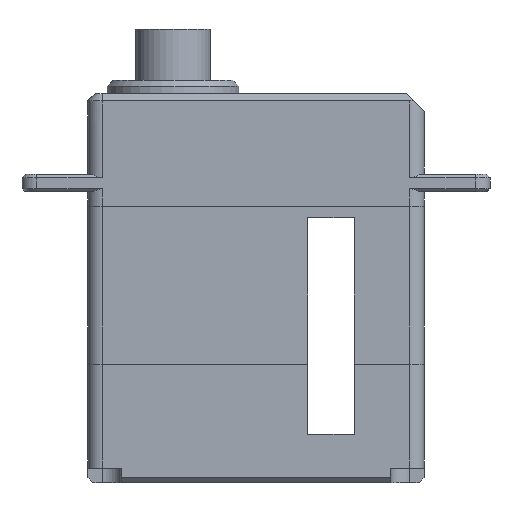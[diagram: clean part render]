
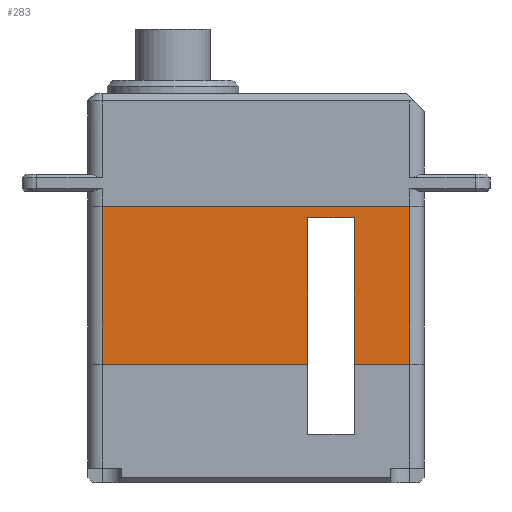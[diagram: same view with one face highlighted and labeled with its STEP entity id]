
A CAD part, front view. The second image highlights one B-rep face of the part: STEP entity #283.
In plain terms, the highlighted planar face has unit normal (0, -1, 0).
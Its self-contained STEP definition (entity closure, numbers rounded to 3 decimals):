
#283=ADVANCED_FACE('',(#799),#566,.T.);
#566=PLANE('',#5424);
#799=FACE_OUTER_BOUND('',#1080,.T.);
#1080=EDGE_LOOP('',(#2492,#2493,#2494,#2495,#2496,#2497,#2498,#2499));
#1420=LINE('',#7618,#1881);
#1427=LINE('',#7651,#1888);
#1434=LINE('',#7680,#1895);
#1439=LINE('',#7690,#1900);
#1448=LINE('',#7739,#1909);
#1449=LINE('',#7751,#1910);
#1455=LINE('',#7763,#1916);
#1458=LINE('',#7771,#1919);
#1881=VECTOR('',#6005,1.);
#1888=VECTOR('',#6034,1.);
#1895=VECTOR('',#6057,1.);
#1900=VECTOR('',#6066,1.);
#1909=VECTOR('',#6107,1.);
#1910=VECTOR('',#6120,1.);
#1916=VECTOR('',#6138,1.);
#1919=VECTOR('',#6149,1.);
#2492=ORIENTED_EDGE('',*,*,#4410,.F.);
#2493=ORIENTED_EDGE('',*,*,#4405,.F.);
#2494=ORIENTED_EDGE('',*,*,#4440,.T.);
#2495=ORIENTED_EDGE('',*,*,#4434,.T.);
#2496=ORIENTED_EDGE('',*,*,#4452,.F.);
#2497=ORIENTED_EDGE('',*,*,#4391,.F.);
#2498=ORIENTED_EDGE('',*,*,#4374,.T.);
#2499=ORIENTED_EDGE('',*,*,#4448,.T.);
#3873=VERTEX_POINT('',#7617);
#3874=VERTEX_POINT('',#7619);
#3889=VERTEX_POINT('',#7652);
#3896=VERTEX_POINT('',#7667);
#3902=VERTEX_POINT('',#7679);
#3906=VERTEX_POINT('',#7691);
#3929=VERTEX_POINT('',#7738);
#3930=VERTEX_POINT('',#7740);
#4374=EDGE_CURVE('',#3874,#3873,#1420,.T.);
#4391=EDGE_CURVE('',#3874,#3889,#1427,.T.);
#4405=EDGE_CURVE('',#3902,#3896,#1434,.T.);
#4410=EDGE_CURVE('',#3896,#3906,#1439,.T.);
#4434=EDGE_CURVE('',#3930,#3929,#1448,.T.);
#4440=EDGE_CURVE('',#3902,#3930,#1449,.T.);
#4448=EDGE_CURVE('',#3873,#3906,#1455,.T.);
#4452=EDGE_CURVE('',#3889,#3929,#1458,.T.);
#5424=AXIS2_PLACEMENT_3D('',#7773,#6152,#6153);
#6005=DIRECTION('',(0.,0.,1.));
#6034=DIRECTION('',(-1.,0.,0.));
#6057=DIRECTION('',(-1.,0.,0.));
#6066=DIRECTION('',(0.,0.,1.));
#6107=DIRECTION('',(-1.,0.,0.));
#6120=DIRECTION('',(0.,0.,1.));
#6138=DIRECTION('',(1.,0.,0.));
#6149=DIRECTION('',(0.,0.,1.));
#6152=DIRECTION('',(0.,-1.,0.));
#6153=DIRECTION('',(1.,0.,0.));
#7617=CARTESIAN_POINT('',(3.525,-6.,-9.585));
#7618=CARTESIAN_POINT('',(3.525,-6.,-19.6));
#7619=CARTESIAN_POINT('',(3.525,-6.,-19.6));
#7651=CARTESIAN_POINT('',(3.525,-6.,-19.6));
#7652=CARTESIAN_POINT('',(-10.5,-6.,-19.6));
#7667=CARTESIAN_POINT('',(6.725,-6.,-19.6));
#7679=CARTESIAN_POINT('',(10.5,-6.,-19.6));
#7680=CARTESIAN_POINT('',(10.5,-6.,-19.6));
#7690=CARTESIAN_POINT('',(6.725,-6.,-8.8));
#7691=CARTESIAN_POINT('',(6.725,-6.,-9.585));
#7738=CARTESIAN_POINT('',(-10.5,-6.,-8.8));
#7739=CARTESIAN_POINT('',(10.5,-6.,-8.8));
#7740=CARTESIAN_POINT('',(10.5,-6.,-8.8));
#7751=CARTESIAN_POINT('',(10.5,-6.,-19.6));
#7763=CARTESIAN_POINT('',(0.035,-6.,-9.585));
#7771=CARTESIAN_POINT('',(-10.5,-6.,-19.6));
#7773=CARTESIAN_POINT('',(11.5,-6.,-8.8));
